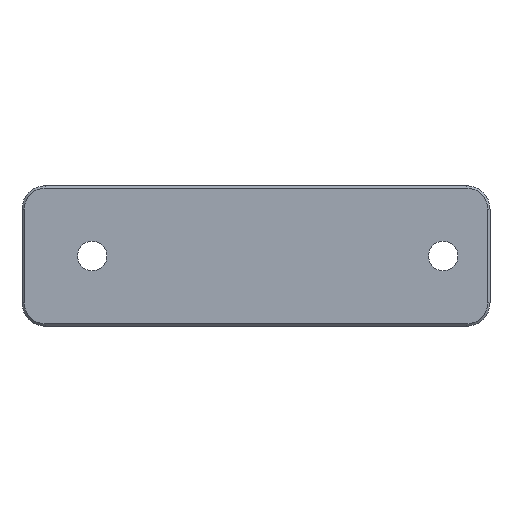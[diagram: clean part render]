
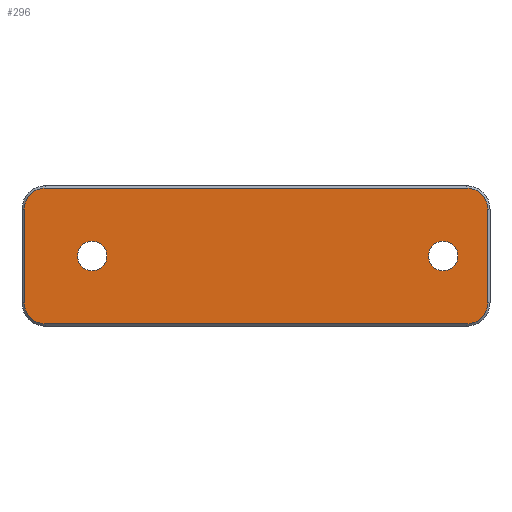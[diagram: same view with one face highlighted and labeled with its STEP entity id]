
A CAD part, left-side view. The second image highlights one B-rep face of the part: STEP entity #296.
In plain terms, the highlighted planar face has unit normal (-1, 0, 0).
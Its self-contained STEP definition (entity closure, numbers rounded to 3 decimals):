
#296=ADVANCED_FACE('\X2\96F64EF651E04F554F53\X0\',(#873,#874,#875),#413,
 .T.);
#413=PLANE('',#2426);
#449=CIRCLE('',#2323,3.15);
#451=CIRCLE('',#2326,3.15);
#469=CIRCLE('',#2358,3.15);
#471=CIRCLE('',#2361,3.15);
#501=CIRCLE('',#2422,4.5);
#502=CIRCLE('',#2423,4.5);
#503=CIRCLE('',#2424,4.5);
#504=CIRCLE('',#2425,4.5);
#647=LINE('',#3679,#784);
#648=LINE('',#3683,#785);
#649=LINE('',#3687,#786);
#650=LINE('',#3691,#787);
#784=VECTOR('',#2848,1.);
#785=VECTOR('',#2851,1.);
#786=VECTOR('',#2854,1.);
#787=VECTOR('',#2857,1.);
#873=FACE_BOUND('',#934,.T.);
#874=FACE_BOUND('',#935,.T.);
#875=FACE_BOUND('',#936,.T.);
#934=EDGE_LOOP('',(#1280,#1281,#1282,#1283,#1284,#1285,#1286,#1287));
#935=EDGE_LOOP('',(#1288,#1289));
#936=EDGE_LOOP('',(#1290,#1291));
#1280=ORIENTED_EDGE('',*,*,#2070,.F.);
#1281=ORIENTED_EDGE('',*,*,#2071,.F.);
#1282=ORIENTED_EDGE('',*,*,#2072,.F.);
#1283=ORIENTED_EDGE('',*,*,#2073,.F.);
#1284=ORIENTED_EDGE('',*,*,#2074,.F.);
#1285=ORIENTED_EDGE('',*,*,#2075,.F.);
#1286=ORIENTED_EDGE('',*,*,#2076,.F.);
#1287=ORIENTED_EDGE('',*,*,#2077,.F.);
#1288=ORIENTED_EDGE('',*,*,#1942,.F.);
#1289=ORIENTED_EDGE('',*,*,#1939,.F.);
#1290=ORIENTED_EDGE('',*,*,#1976,.F.);
#1291=ORIENTED_EDGE('',*,*,#1973,.F.);
#1739=VERTEX_POINT('',#3397);
#1740=VERTEX_POINT('',#3399);
#1763=VERTEX_POINT('',#3468);
#1764=VERTEX_POINT('',#3470);
#1834=VERTEX_POINT('',#3677);
#1835=VERTEX_POINT('',#3678);
#1836=VERTEX_POINT('',#3680);
#1837=VERTEX_POINT('',#3682);
#1838=VERTEX_POINT('',#3684);
#1839=VERTEX_POINT('',#3686);
#1840=VERTEX_POINT('',#3688);
#1841=VERTEX_POINT('',#3690);
#1939=EDGE_CURVE('GENERATED CIRCLE',#1739,#1740,#449,.T.);
#1942=EDGE_CURVE('GENERATED CIRCLE',#1740,#1739,#451,.T.);
#1973=EDGE_CURVE('GENERATED CIRCLE',#1763,#1764,#469,.T.);
#1976=EDGE_CURVE('GENERATED CIRCLE',#1764,#1763,#471,.T.);
#2070=EDGE_CURVE('GENERATED CIRCLE',#1834,#1835,#501,.T.);
#2071=EDGE_CURVE('LINE',#1836,#1834,#647,.T.);
#2072=EDGE_CURVE('GENERATED CIRCLE',#1837,#1836,#502,.T.);
#2073=EDGE_CURVE('LINE',#1838,#1837,#648,.T.);
#2074=EDGE_CURVE('GENERATED CIRCLE',#1839,#1838,#503,.T.);
#2075=EDGE_CURVE('LINE',#1840,#1839,#649,.T.);
#2076=EDGE_CURVE('GENERATED CIRCLE',#1841,#1840,#504,.T.);
#2077=EDGE_CURVE('LINE',#1835,#1841,#650,.T.);
#2323=AXIS2_PLACEMENT_3D('',#3398,#2577,#2578);
#2326=AXIS2_PLACEMENT_3D('',#3404,#2584,#2585);
#2358=AXIS2_PLACEMENT_3D('',#3469,#2659,#2660);
#2361=AXIS2_PLACEMENT_3D('',#3475,#2666,#2667);
#2422=AXIS2_PLACEMENT_3D('',#3676,#2846,#2847);
#2423=AXIS2_PLACEMENT_3D('',#3681,#2849,#2850);
#2424=AXIS2_PLACEMENT_3D('',#3685,#2852,#2853);
#2425=AXIS2_PLACEMENT_3D('',#3689,#2855,#2856);
#2426=AXIS2_PLACEMENT_3D('',#3692,#2858,#2859);
#2577=DIRECTION('',(-1.,0.,0.));
#2578=DIRECTION('',(0.,0.,1.));
#2584=DIRECTION('',(-1.,0.,0.));
#2585=DIRECTION('',(0.,0.,1.));
#2659=DIRECTION('',(-1.,0.,0.));
#2660=DIRECTION('',(0.,0.,1.));
#2666=DIRECTION('',(-1.,0.,0.));
#2667=DIRECTION('',(0.,0.,1.));
#2846=DIRECTION('',(1.,0.,0.));
#2847=DIRECTION('',(0.,0.,1.));
#2848=DIRECTION('',(0.,-1.,0.));
#2849=DIRECTION('',(1.,0.,0.));
#2850=DIRECTION('',(0.,0.,1.));
#2851=DIRECTION('',(0.,0.,1.));
#2852=DIRECTION('',(1.,0.,0.));
#2853=DIRECTION('',(0.,0.,1.));
#2854=DIRECTION('',(0.,1.,0.));
#2855=DIRECTION('',(1.,0.,0.));
#2856=DIRECTION('',(0.,0.,1.));
#2857=DIRECTION('',(0.,0.,-1.));
#2858=DIRECTION('',(-1.,0.,0.));
#2859=DIRECTION('',(0.,1.,0.));
#3397=CARTESIAN_POINT('',(15.,31.85,215.));
#3398=CARTESIAN_POINT('',(15.,35.,215.));
#3399=CARTESIAN_POINT('',(15.,38.15,215.));
#3404=CARTESIAN_POINT('',(15.,35.,215.));
#3468=CARTESIAN_POINT('',(15.,-43.15,215.));
#3469=CARTESIAN_POINT('',(15.,-40.,215.));
#3470=CARTESIAN_POINT('',(15.,-36.85,215.));
#3475=CARTESIAN_POINT('',(15.,-40.,215.));
#3676=CARTESIAN_POINT('',(15.,-45.,225.));
#3677=CARTESIAN_POINT('',(15.,-45.,229.5));
#3678=CARTESIAN_POINT('',(15.,-49.5,225.));
#3679=CARTESIAN_POINT('',(15.,0.,229.5));
#3680=CARTESIAN_POINT('',(15.,45.,229.5));
#3681=CARTESIAN_POINT('',(15.,45.,225.));
#3682=CARTESIAN_POINT('',(15.,49.5,225.));
#3683=CARTESIAN_POINT('',(15.,49.5,215.));
#3684=CARTESIAN_POINT('',(15.,49.5,205.));
#3685=CARTESIAN_POINT('',(15.,45.,205.));
#3686=CARTESIAN_POINT('',(15.,45.,200.5));
#3687=CARTESIAN_POINT('',(15.,0.,200.5));
#3688=CARTESIAN_POINT('',(15.,-45.,200.5));
#3689=CARTESIAN_POINT('',(15.,-45.,205.));
#3690=CARTESIAN_POINT('',(15.,-49.5,205.));
#3691=CARTESIAN_POINT('',(15.,-49.5,215.));
#3692=CARTESIAN_POINT('',(15.,0.,0.));
